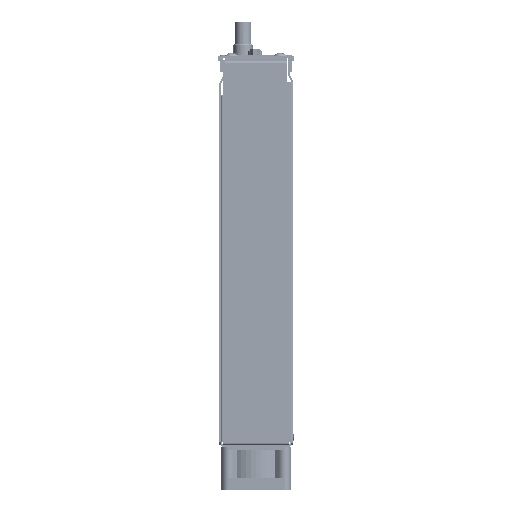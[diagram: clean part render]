
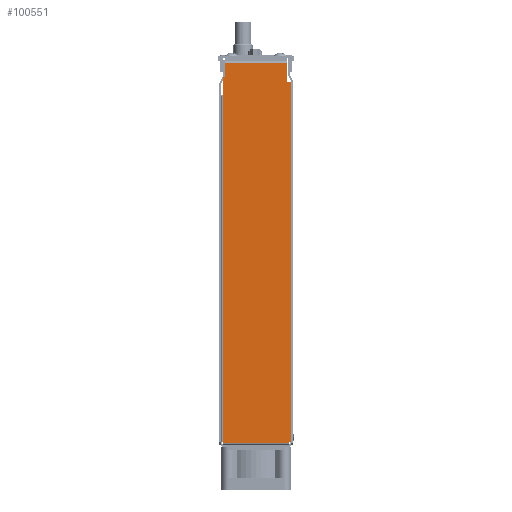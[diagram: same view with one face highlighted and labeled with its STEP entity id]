
A CAD part, left-side view. The second image highlights one B-rep face of the part: STEP entity #100551.
In plain terms, the highlighted face is planar.
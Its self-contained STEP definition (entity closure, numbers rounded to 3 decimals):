
#37487 = CARTESIAN_POINT ( 'NONE',  ( 448., 10.5, -40. ) ) ;
#37634 = CARTESIAN_POINT ( 'NONE',  ( 448., 21.5, -40.4 ) ) ;
#37647 = CARTESIAN_POINT ( 'NONE',  ( 448., 21.5, -40. ) ) ;
#37659 = DIRECTION ( 'NONE',  ( 0., 1., 0. ) ) ;
#37661 = VECTOR ( 'NONE', #37659, 1000. ) ;
#37667 = CARTESIAN_POINT ( 'NONE',  ( 448., 10.5, -40. ) ) ;
#37668 = LINE ( 'NONE', #37667, #37661 ) ;
#37691 = VECTOR ( 'NONE', #37798, 1000. ) ;
#37712 = LINE ( 'NONE', #37777, #37775 ) ;
#37714 = CARTESIAN_POINT ( 'NONE',  ( 448., 1.5, -3.5 ) ) ;
#37716 = LINE ( 'NONE', #37714, #37691 ) ;
#37723 = DIRECTION ( 'NONE',  ( 0., 0., -1. ) ) ;
#37724 = VECTOR ( 'NONE', #37723, 1000. ) ;
#37725 = CARTESIAN_POINT ( 'NONE',  ( 448., 21.5, -41.5 ) ) ;
#37726 = LINE ( 'NONE', #37725, #37724 ) ;
#37767 = DIRECTION ( 'NONE',  ( 0., 1., 0. ) ) ;
#37771 = VECTOR ( 'NONE', #37767, 1000. ) ;
#37774 = DIRECTION ( 'NONE',  ( 0., 0., -1. ) ) ;
#37775 = VECTOR ( 'NONE', #37774, 1000. ) ;
#37777 = CARTESIAN_POINT ( 'NONE',  ( 448., 10.5, -40. ) ) ;
#37780 = CARTESIAN_POINT ( 'NONE',  ( 448., 1.5, -39. ) ) ;
#37781 = LINE ( 'NONE', #37780, #37771 ) ;
#37795 = CARTESIAN_POINT ( 'NONE',  ( 448., 10.5, -39. ) ) ;
#37798 = DIRECTION ( 'NONE',  ( 0., -1., 0. ) ) ;
#37845 = CARTESIAN_POINT ( 'NONE',  ( 448., 220., -40. ) ) ;
#37909 = CARTESIAN_POINT ( 'NONE',  ( 448., 2.6, -39. ) ) ;
#37927 = DIRECTION ( 'NONE',  ( 0., 1., 0. ) ) ;
#37929 = VECTOR ( 'NONE', #37927, 1000. ) ;
#37930 = CARTESIAN_POINT ( 'NONE',  ( 448., 220., -40. ) ) ;
#37932 = LINE ( 'NONE', #37930, #37929 ) ;
#37936 = CARTESIAN_POINT ( 'NONE',  ( 448., 13.5, -3.5 ) ) ;
#37978 = CARTESIAN_POINT ( 'NONE',  ( 448., 220.4, -40. ) ) ;
#37994 = DIRECTION ( 'NONE',  ( 0., -1., 0. ) ) ;
#37995 = VECTOR ( 'NONE', #37994, 1000. ) ;
#37996 = CARTESIAN_POINT ( 'NONE',  ( 448., 220., -40.4 ) ) ;
#38000 = CARTESIAN_POINT ( 'NONE',  ( 448., 220.4, -2.5 ) ) ;
#38009 = CARTESIAN_POINT ( 'NONE',  ( 448., 220., -2.5 ) ) ;
#38012 = LINE ( 'NONE', #37996, #37995 ) ;
#38047 = CARTESIAN_POINT ( 'NONE',  ( 448., 2.6, -3.5 ) ) ;
#38054 = LINE ( 'NONE', #38081, #38151 ) ;
#38059 = CARTESIAN_POINT ( 'NONE',  ( 448., 220., -40.4 ) ) ;
#38079 = CARTESIAN_POINT ( 'NONE',  ( 448., 220., -1.1 ) ) ;
#38080 = DIRECTION ( 'NONE',  ( 0., 0., -1. ) ) ;
#38081 = CARTESIAN_POINT ( 'NONE',  ( 448., 220., -2.5 ) ) ;
#38108 = FACE_OUTER_BOUND ( 'NONE', #100573, .T. ) ;
#38124 = PLANE ( 'NONE',  #38137 ) ;
#38137 = AXIS2_PLACEMENT_3D ( 'NONE', #38221, #38220, #38219 ) ;
#38141 = DIRECTION ( 'NONE',  ( 0., -1., 0. ) ) ;
#38142 = VECTOR ( 'NONE', #38141, 1000. ) ;
#38143 = CARTESIAN_POINT ( 'NONE',  ( 448., 220., -2.5 ) ) ;
#38145 = LINE ( 'NONE', #38143, #38142 ) ;
#38151 = VECTOR ( 'NONE', #38080, 1000. ) ;
#38191 = DIRECTION ( 'NONE',  ( 0., 0., -1. ) ) ;
#38192 = VECTOR ( 'NONE', #38191, 1000. ) ;
#38194 = CARTESIAN_POINT ( 'NONE',  ( 448., 220.4, -2.5 ) ) ;
#38196 = LINE ( 'NONE', #38194, #38192 ) ;
#38219 = DIRECTION ( 'NONE',  ( 0., 0., -1. ) ) ;
#38220 = DIRECTION ( 'NONE',  ( -1., 0., 0. ) ) ;
#38221 = CARTESIAN_POINT ( 'NONE',  ( 448., 221.5, -2.5 ) ) ;
#38243 = DIRECTION ( 'NONE',  ( 0., 0., 1. ) ) ;
#38244 = VECTOR ( 'NONE', #38243, 1000. ) ;
#38246 = CARTESIAN_POINT ( 'NONE',  ( 448., 220., -2.5 ) ) ;
#38247 = LINE ( 'NONE', #38246, #38244 ) ;
#38288 = DIRECTION ( 'NONE',  ( 0., 0., -1. ) ) ;
#38290 = VECTOR ( 'NONE', #38288, 1000. ) ;
#38291 = CARTESIAN_POINT ( 'NONE',  ( 448., 13.5, 0. ) ) ;
#38302 = DIRECTION ( 'NONE',  ( 0., 0., 1. ) ) ;
#38303 = VECTOR ( 'NONE', #38302, 1000. ) ;
#38305 = CARTESIAN_POINT ( 'NONE',  ( 448., 2.6, -39. ) ) ;
#38306 = LINE ( 'NONE', #38291, #38290 ) ;
#38315 = CARTESIAN_POINT ( 'NONE',  ( 448., 13.5, -1.1 ) ) ;
#38321 = DIRECTION ( 'NONE',  ( 0., -1., 0. ) ) ;
#38322 = VECTOR ( 'NONE', #38321, 1000. ) ;
#38323 = CARTESIAN_POINT ( 'NONE',  ( 448., 220., -1.1 ) ) ;
#38325 = LINE ( 'NONE', #38323, #38322 ) ;
#38332 = LINE ( 'NONE', #38305, #38303 ) ;
#100310 = VERTEX_POINT ( 'NONE', #37487 ) ;
#100349 = EDGE_CURVE ( 'NONE', #100310, #100353, #37668, .T. ) ;
#100353 = VERTEX_POINT ( 'NONE', #37647 ) ;
#100362 = VERTEX_POINT ( 'NONE', #37634 ) ;
#100368 = EDGE_CURVE ( 'NONE', #100353, #100362, #37726, .T. ) ;
#100382 = EDGE_CURVE ( 'NONE', #100495, #100496, #37716, .T. ) ;
#100388 = EDGE_CURVE ( 'NONE', #100389, #100310, #37712, .T. ) ;
#100389 = VERTEX_POINT ( 'NONE', #37795 ) ;
#100401 = EDGE_CURVE ( 'NONE', #100442, #100389, #37781, .T. ) ;
#100415 = VERTEX_POINT ( 'NONE', #37845 ) ;
#100442 = VERTEX_POINT ( 'NONE', #37909 ) ;
#100473 = VERTEX_POINT ( 'NONE', #37978 ) ;
#100483 = EDGE_CURVE ( 'NONE', #100415, #100473, #37932, .T. ) ;
#100495 = VERTEX_POINT ( 'NONE', #37936 ) ;
#100496 = VERTEX_POINT ( 'NONE', #38047 ) ;
#100503 = EDGE_CURVE ( 'NONE', #100532, #100362, #38012, .T. ) ;
#100506 = VERTEX_POINT ( 'NONE', #38000 ) ;
#100508 = VERTEX_POINT ( 'NONE', #38009 ) ;
#100519 = ORIENTED_EDGE ( 'NONE', *, *, #100558, .F. ) ;
#100530 = VERTEX_POINT ( 'NONE', #38079 ) ;
#100531 = EDGE_CURVE ( 'NONE', #100415, #100532, #38054, .T. ) ;
#100532 = VERTEX_POINT ( 'NONE', #38059 ) ;
#100535 = EDGE_CURVE ( 'NONE', #100506, #100508, #38145, .T. ) ;
#100546 = ORIENTED_EDGE ( 'NONE', *, *, #100388, .T. ) ;
#100549 = ORIENTED_EDGE ( 'NONE', *, *, #100535, .T. ) ;
#100551 = ADVANCED_FACE ( 'NONE', ( #38108 ), #38124, .F. ) ;
#100552 = ORIENTED_EDGE ( 'NONE', *, *, #100531, .F. ) ;
#100556 = ORIENTED_EDGE ( 'NONE', *, *, #100503, .F. ) ;
#100558 = EDGE_CURVE ( 'NONE', #100506, #100473, #38196, .T. ) ;
#100559 = ORIENTED_EDGE ( 'NONE', *, *, #100483, .T. ) ;
#100561 = ORIENTED_EDGE ( 'NONE', *, *, #100602, .T. ) ;
#100563 = ORIENTED_EDGE ( 'NONE', *, *, #100574, .T. ) ;
#100573 = EDGE_LOOP ( 'NONE', ( #100556, #100552, #100559, #100519, #100549, #100563, #100561, #100618, #100629, #100625, #100621, #100546, #100630, #100673 ) ) ;
#100574 = EDGE_CURVE ( 'NONE', #100508, #100530, #38247, .T. ) ;
#100602 = EDGE_CURVE ( 'NONE', #100530, #100609, #38325, .T. ) ;
#100604 = EDGE_CURVE ( 'NONE', #100442, #100496, #38332, .T. ) ;
#100609 = VERTEX_POINT ( 'NONE', #38315 ) ;
#100618 = ORIENTED_EDGE ( 'NONE', *, *, #100624, .T. ) ;
#100621 = ORIENTED_EDGE ( 'NONE', *, *, #100401, .T. ) ;
#100624 = EDGE_CURVE ( 'NONE', #100609, #100495, #38306, .T. ) ;
#100625 = ORIENTED_EDGE ( 'NONE', *, *, #100604, .F. ) ;
#100629 = ORIENTED_EDGE ( 'NONE', *, *, #100382, .T. ) ;
#100630 = ORIENTED_EDGE ( 'NONE', *, *, #100349, .T. ) ;
#100673 = ORIENTED_EDGE ( 'NONE', *, *, #100368, .T. ) ;
